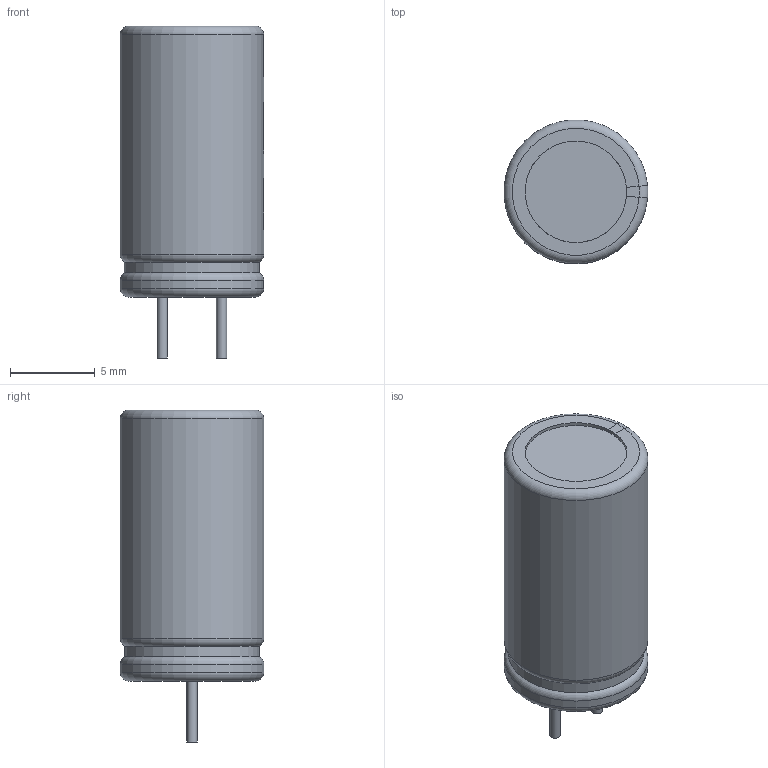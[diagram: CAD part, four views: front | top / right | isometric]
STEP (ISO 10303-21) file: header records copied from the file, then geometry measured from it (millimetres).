
FILE_DESCRIPTION(/* description */ (''),/* implementation_level */ '2;1');
FILE_NAME(/* name */ 'CAPPR350-850X1600.stp',/* time_stamp */ '2016-03-22T10:45:28+01:00',/* author */ ('riccim'),/* organization */ (''),/* preprocessor_version */ 'ST-DEVELOPER v15.5',/* originating_system */ 'AutoCAD Mechanical',/* authorisation */ '');
FILE_SCHEMA (('AUTOMOTIVE_DESIGN { 1 0 10303 214 3 1 1 }'));
Length unit declared in the file: millimetre
Products named in the file (1): Product
Bounding box: 8.48 x 8.47 x 19.6 mm (x, y, z)
Volume: 895.7 mm3; surface area: 692.2 mm2
Topology: 8 solids, 8 shells, 67 faces, 143 edges, 94 vertices
Faces by surface type: plane 39, cylinder 20, torus 8
Full cylindrical faces by diameter (mm): 0.6 x2, 6 x1, 8.5 x1
Entity records: 1839 total; most frequent: DIRECTION 340, CARTESIAN_POINT 299, ORIENTED_EDGE 274, EDGE_CURVE 137, AXIS2_PLACEMENT_3D 135, VERTEX_POINT 92, EDGE_LOOP 73, LINE 70
